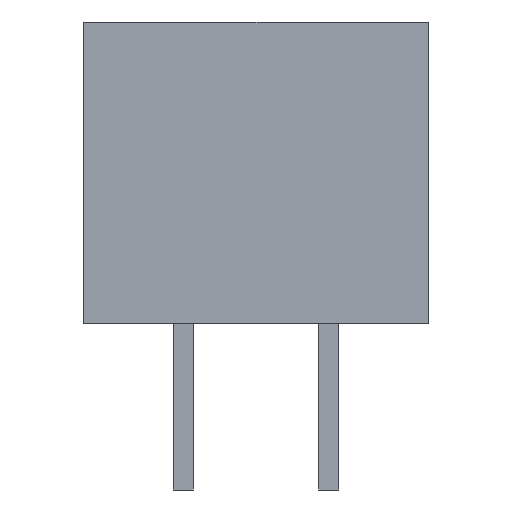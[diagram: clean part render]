
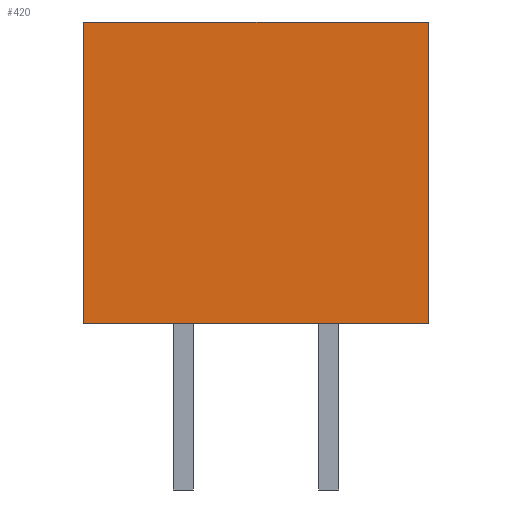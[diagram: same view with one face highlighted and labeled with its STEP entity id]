
A CAD part, left-side view. The second image highlights one B-rep face of the part: STEP entity #420.
In plain terms, the highlighted planar face has unit normal (-1, 0, 0).
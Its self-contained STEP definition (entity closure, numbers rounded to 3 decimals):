
#420=ADVANCED_FACE('',(#944),#682,.T.);
#682=PLANE('',#4461);
#944=FACE_OUTER_BOUND('',#1204,.T.);
#1204=EDGE_LOOP('',(#1477,#1478,#1479,#1480));
#1477=ORIENTED_EDGE('',*,*,#2883,.F.);
#1478=ORIENTED_EDGE('',*,*,#2884,.F.);
#1479=ORIENTED_EDGE('',*,*,#2885,.T.);
#1480=ORIENTED_EDGE('',*,*,#2886,.T.);
#2529=VERTEX_POINT('',#5797);
#2530=VERTEX_POINT('',#5798);
#2531=VERTEX_POINT('',#5800);
#2532=VERTEX_POINT('',#5802);
#2883=EDGE_CURVE('',#2529,#2530,#3411,.T.);
#2884=EDGE_CURVE('',#2531,#2529,#3412,.T.);
#2885=EDGE_CURVE('',#2531,#2532,#3413,.T.);
#2886=EDGE_CURVE('',#2532,#2530,#3414,.T.);
#3411=LINE('',#5796,#3939);
#3412=LINE('',#5799,#3940);
#3413=LINE('',#5801,#3941);
#3414=LINE('',#5803,#3942);
#3939=VECTOR('',#4738,1.);
#3940=VECTOR('',#4739,1.);
#3941=VECTOR('',#4740,1.);
#3942=VECTOR('',#4741,1.);
#4461=AXIS2_PLACEMENT_3D('',#5804,#4742,#4743);
#4738=DIRECTION('',(0.,0.,-1.));
#4739=DIRECTION('',(0.,-1.,0.));
#4740=DIRECTION('',(0.,0.,-1.));
#4741=DIRECTION('',(0.,-1.,0.));
#4742=DIRECTION('',(-1.,0.,0.));
#4743=DIRECTION('',(0.,0.,1.));
#5796=CARTESIAN_POINT('',(-11.54,-3.,5.25));
#5797=CARTESIAN_POINT('',(-11.54,-3.,5.25));
#5798=CARTESIAN_POINT('',(-11.54,-3.,0.));
#5799=CARTESIAN_POINT('',(-11.54,3.,5.25));
#5800=CARTESIAN_POINT('',(-11.54,3.,5.25));
#5801=CARTESIAN_POINT('',(-11.54,3.,5.25));
#5802=CARTESIAN_POINT('',(-11.54,3.,0.));
#5803=CARTESIAN_POINT('',(-11.54,3.,0.));
#5804=CARTESIAN_POINT('',(-11.54,3.,5.25));
